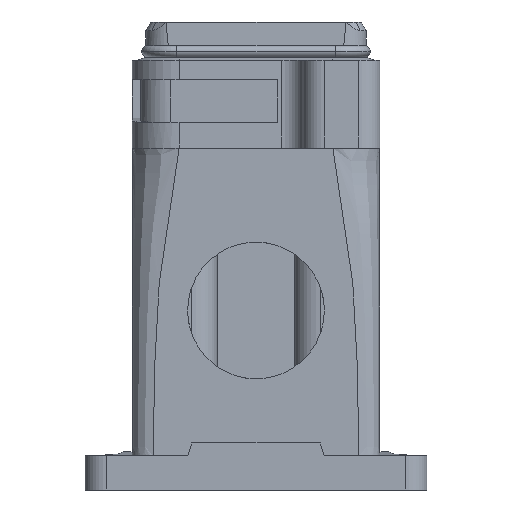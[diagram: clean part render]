
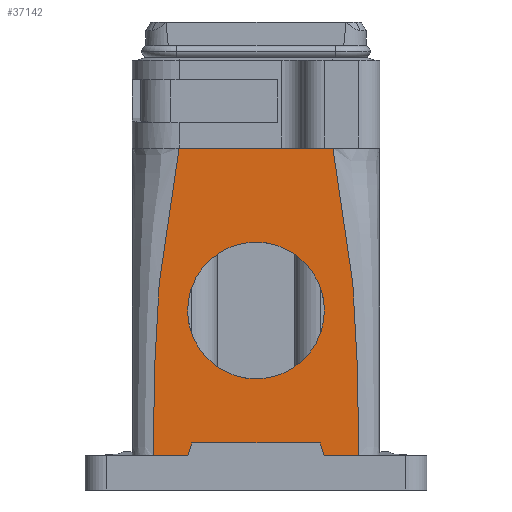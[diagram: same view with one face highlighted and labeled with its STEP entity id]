
A CAD part, front view. The second image highlights one B-rep face of the part: STEP entity #37142.
In plain terms, the highlighted planar face has unit normal (0, -1, 0).
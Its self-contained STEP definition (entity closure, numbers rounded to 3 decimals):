
#37111=AXIS2_PLACEMENT_3D('Plane Axis2P3D',#37108,#37109,#37110) ;
#37126=AXIS2_PLACEMENT_3D('Circle Axis2P3D',#37124,#37125,$) ;
#37135=AXIS2_PLACEMENT_3D('Circle Axis2P3D',#37133,#37134,$) ;
#34138=CARTESIAN_POINT('Vertex',(22.,29.499,80.)) ;
#34300=CARTESIAN_POINT('Vertex',(46.,29.499,80.)) ;
#35537=CARTESIAN_POINT('Vertex',(16.,29.5,8.)) ;
#35541=CARTESIAN_POINT('Control Point',(22.,29.5,80.)) ;
#35542=CARTESIAN_POINT('Control Point',(22.,29.5,79.692)) ;
#35543=CARTESIAN_POINT('Control Point',(22.,29.5,79.387)) ;
#35544=CARTESIAN_POINT('Control Point',(21.999,29.5,79.098)) ;
#35545=CARTESIAN_POINT('Control Point',(21.993,29.5,78.474)) ;
#35546=CARTESIAN_POINT('Control Point',(21.978,29.5,77.849)) ;
#35547=CARTESIAN_POINT('Control Point',(21.967,29.5,77.532)) ;
#35548=CARTESIAN_POINT('Control Point',(21.9,29.5,76.111)) ;
#35549=CARTESIAN_POINT('Control Point',(21.752,29.5,74.694)) ;
#35550=CARTESIAN_POINT('Control Point',(21.578,29.5,73.597)) ;
#35551=CARTESIAN_POINT('Control Point',(21.17,29.5,71.575)) ;
#35552=CARTESIAN_POINT('Control Point',(20.67,29.5,69.567)) ;
#35553=CARTESIAN_POINT('Control Point',(20.431,29.5,68.644)) ;
#35554=CARTESIAN_POINT('Control Point',(19.976,29.5,66.856)) ;
#35555=CARTESIAN_POINT('Control Point',(19.567,29.5,65.061)) ;
#35556=CARTESIAN_POINT('Control Point',(19.386,29.5,64.191)) ;
#35557=CARTESIAN_POINT('Control Point',(19.126,29.5,62.781)) ;
#35558=CARTESIAN_POINT('Control Point',(18.895,29.5,61.369)) ;
#35559=CARTESIAN_POINT('Control Point',(18.816,29.5,60.875)) ;
#35560=CARTESIAN_POINT('Control Point',(18.652,29.5,59.807)) ;
#35561=CARTESIAN_POINT('Control Point',(18.499,29.5,58.737)) ;
#35562=CARTESIAN_POINT('Control Point',(18.426,29.5,58.206)) ;
#35563=CARTESIAN_POINT('Control Point',(17.469,29.5,51.049)) ;
#35564=CARTESIAN_POINT('Control Point',(16.927,29.5,43.855)) ;
#35565=CARTESIAN_POINT('Control Point',(16.528,29.5,37.157)) ;
#35566=CARTESIAN_POINT('Control Point',(16.152,29.5,27.47)) ;
#35567=CARTESIAN_POINT('Control Point',(16.022,29.5,17.78)) ;
#35568=CARTESIAN_POINT('Control Point',(16.003,29.5,14.755)) ;
#35569=CARTESIAN_POINT('Control Point',(16.,29.5,11.607)) ;
#35570=CARTESIAN_POINT('Control Point',(16.,29.5,8.458)) ;
#35571=CARTESIAN_POINT('Control Point',(16.,29.5,8.322)) ;
#35572=CARTESIAN_POINT('Control Point',(16.,29.5,8.17)) ;
#35573=CARTESIAN_POINT('Control Point',(16.,29.5,8.)) ;
#35587=CARTESIAN_POINT('Vertex',(24.063,29.5,8.)) ;
#35590=CARTESIAN_POINT('Line Origine',(20.031,29.5,8.)) ;
#35612=CARTESIAN_POINT('Line Origine',(24.531,29.5,9.5)) ;
#35616=CARTESIAN_POINT('Vertex',(25.,29.5,11.)) ;
#35631=CARTESIAN_POINT('Line Origine',(40.,29.5,11.)) ;
#35635=CARTESIAN_POINT('Vertex',(55.,29.5,11.)) ;
#35654=CARTESIAN_POINT('Vertex',(55.938,29.5,8.)) ;
#35657=CARTESIAN_POINT('Line Origine',(55.469,29.5,9.5)) ;
#35682=CARTESIAN_POINT('Vertex',(64.,29.5,8.)) ;
#35685=CARTESIAN_POINT('Line Origine',(59.969,29.5,8.)) ;
#36141=CARTESIAN_POINT('Control Point',(58.,29.5,80.)) ;
#36142=CARTESIAN_POINT('Control Point',(58.,29.5,79.692)) ;
#36143=CARTESIAN_POINT('Control Point',(58.,29.5,79.387)) ;
#36144=CARTESIAN_POINT('Control Point',(58.001,29.5,79.098)) ;
#36145=CARTESIAN_POINT('Control Point',(58.007,29.5,78.474)) ;
#36146=CARTESIAN_POINT('Control Point',(58.022,29.5,77.849)) ;
#36147=CARTESIAN_POINT('Control Point',(58.033,29.5,77.532)) ;
#36148=CARTESIAN_POINT('Control Point',(58.1,29.5,76.111)) ;
#36149=CARTESIAN_POINT('Control Point',(58.248,29.5,74.694)) ;
#36150=CARTESIAN_POINT('Control Point',(58.422,29.5,73.597)) ;
#36151=CARTESIAN_POINT('Control Point',(58.83,29.5,71.575)) ;
#36152=CARTESIAN_POINT('Control Point',(59.33,29.5,69.567)) ;
#36153=CARTESIAN_POINT('Control Point',(59.569,29.5,68.644)) ;
#36154=CARTESIAN_POINT('Control Point',(60.024,29.5,66.856)) ;
#36155=CARTESIAN_POINT('Control Point',(60.433,29.5,65.061)) ;
#36156=CARTESIAN_POINT('Control Point',(60.614,29.5,64.191)) ;
#36157=CARTESIAN_POINT('Control Point',(60.874,29.5,62.781)) ;
#36158=CARTESIAN_POINT('Control Point',(61.105,29.5,61.369)) ;
#36159=CARTESIAN_POINT('Control Point',(61.184,29.5,60.875)) ;
#36160=CARTESIAN_POINT('Control Point',(61.348,29.5,59.807)) ;
#36161=CARTESIAN_POINT('Control Point',(61.501,29.5,58.737)) ;
#36162=CARTESIAN_POINT('Control Point',(61.574,29.5,58.206)) ;
#36163=CARTESIAN_POINT('Control Point',(62.531,29.5,51.049)) ;
#36164=CARTESIAN_POINT('Control Point',(63.073,29.5,43.855)) ;
#36165=CARTESIAN_POINT('Control Point',(63.472,29.5,37.157)) ;
#36166=CARTESIAN_POINT('Control Point',(63.848,29.5,27.47)) ;
#36167=CARTESIAN_POINT('Control Point',(63.978,29.5,17.78)) ;
#36168=CARTESIAN_POINT('Control Point',(63.997,29.5,14.755)) ;
#36169=CARTESIAN_POINT('Control Point',(64.,29.5,11.607)) ;
#36170=CARTESIAN_POINT('Control Point',(64.,29.5,8.458)) ;
#36171=CARTESIAN_POINT('Control Point',(64.,29.5,8.322)) ;
#36172=CARTESIAN_POINT('Control Point',(64.,29.5,8.17)) ;
#36173=CARTESIAN_POINT('Control Point',(64.,29.5,8.)) ;
#36174=CARTESIAN_POINT('Vertex',(58.,29.5,80.)) ;
#36193=CARTESIAN_POINT('Line Origine',(52.,29.5,80.)) ;
#36215=CARTESIAN_POINT('Line Origine',(34.,29.499,80.)) ;
#37108=CARTESIAN_POINT('Axis2P3D Location',(69.,29.5,8.)) ;
#37124=CARTESIAN_POINT('Axis2P3D Location',(40.,29.5,42.)) ;
#37128=CARTESIAN_POINT('Vertex',(25.959,29.5,49.671)) ;
#37130=CARTESIAN_POINT('Vertex',(54.041,29.5,34.329)) ;
#37133=CARTESIAN_POINT('Axis2P3D Location',(40.,29.5,42.)) ;
#35591=DIRECTION('Vector Direction',(-1.,0.,0.)) ;
#35613=DIRECTION('Vector Direction',(0.298,0.,0.954)) ;
#35632=DIRECTION('Vector Direction',(1.,0.,0.)) ;
#35658=DIRECTION('Vector Direction',(-0.298,0.,0.954)) ;
#35686=DIRECTION('Vector Direction',(-1.,0.,0.)) ;
#36194=DIRECTION('Vector Direction',(-1.,0.,0.)) ;
#36216=DIRECTION('Vector Direction',(1.,0.,0.)) ;
#37109=DIRECTION('Axis2P3D Direction',(0.,1.,0.)) ;
#37110=DIRECTION('Axis2P3D XDirection',(-1.,0.,0.)) ;
#37125=DIRECTION('Axis2P3D Direction',(0.,1.,0.)) ;
#37134=DIRECTION('Axis2P3D Direction',(0.,1.,0.)) ;
#35592=VECTOR('Line Direction',#35591,1.) ;
#35614=VECTOR('Line Direction',#35613,1.) ;
#35633=VECTOR('Line Direction',#35632,1.) ;
#35659=VECTOR('Line Direction',#35658,1.) ;
#35687=VECTOR('Line Direction',#35686,1.) ;
#36195=VECTOR('Line Direction',#36194,1.) ;
#36217=VECTOR('Line Direction',#36216,1.) ;
#37114=ORIENTED_EDGE('',*,*,#35574,.F.) ;
#37115=ORIENTED_EDGE('',*,*,#35594,.T.) ;
#37116=ORIENTED_EDGE('',*,*,#35618,.T.) ;
#37117=ORIENTED_EDGE('',*,*,#35637,.T.) ;
#37118=ORIENTED_EDGE('',*,*,#35661,.F.) ;
#37119=ORIENTED_EDGE('',*,*,#35689,.T.) ;
#37120=ORIENTED_EDGE('',*,*,#36176,.T.) ;
#37121=ORIENTED_EDGE('',*,*,#36197,.F.) ;
#37122=ORIENTED_EDGE('',*,*,#36219,.F.) ;
#37139=ORIENTED_EDGE('',*,*,#37132,.T.) ;
#37140=ORIENTED_EDGE('',*,*,#37137,.T.) ;
#37141=FACE_BOUND('',#37138,.T.) ;
#37142=ADVANCED_FACE('Housing',(#37123,#37141),#37112,.F.) ;
#35540=B_SPLINE_CURVE_WITH_KNOTS('',5,(#35541,#35542,#35543,#35544,#35545,#35546,#35547,#35548,#35549,#35550,#35551,#35552,#35553,#35554,#35555,#35556,#35557,#35558,#35559,#35560,#35561,#35562,#35563,#35564,#35565,#35566,#35567,#35568,#35569,#35570,#35571,#35572,#35573),.UNSPECIFIED.,.F.,.U.,(6,3,3,3,3,3,3,3,3,3,6),(24.942,27.609,30.353,39.921,48.093,55.732,60.435,65.06,122.789,148.983,150.058),.UNSPECIFIED.) ;
#36140=B_SPLINE_CURVE_WITH_KNOTS('',5,(#36141,#36142,#36143,#36144,#36145,#36146,#36147,#36148,#36149,#36150,#36151,#36152,#36153,#36154,#36155,#36156,#36157,#36158,#36159,#36160,#36161,#36162,#36163,#36164,#36165,#36166,#36167,#36168,#36169,#36170,#36171,#36172,#36173),.UNSPECIFIED.,.F.,.U.,(6,3,3,3,3,3,3,3,3,3,6),(24.942,27.609,30.353,39.921,48.093,55.732,60.435,65.06,122.789,148.983,150.058),.UNSPECIFIED.) ;
#37127=CIRCLE('generated circle',#37126,16.) ;
#37136=CIRCLE('generated circle',#37135,16.) ;
#35574=EDGE_CURVE('',#35538,#34139,#35540,.F.) ;
#35594=EDGE_CURVE('',#35538,#35588,#35593,.F.) ;
#35618=EDGE_CURVE('',#35588,#35617,#35615,.T.) ;
#35637=EDGE_CURVE('',#35617,#35636,#35634,.T.) ;
#35661=EDGE_CURVE('',#35655,#35636,#35660,.T.) ;
#35689=EDGE_CURVE('',#35655,#35683,#35688,.F.) ;
#36176=EDGE_CURVE('',#35683,#36175,#36140,.F.) ;
#36197=EDGE_CURVE('',#34301,#36175,#36196,.F.) ;
#36219=EDGE_CURVE('',#34139,#34301,#36218,.T.) ;
#37132=EDGE_CURVE('',#37129,#37131,#37127,.T.) ;
#37137=EDGE_CURVE('',#37131,#37129,#37136,.T.) ;
#37113=EDGE_LOOP('',(#37114,#37115,#37116,#37117,#37118,#37119,#37120,#37121,#37122)) ;
#37138=EDGE_LOOP('',(#37139,#37140)) ;
#37123=FACE_OUTER_BOUND('',#37113,.T.) ;
#35593=LINE('Line',#35590,#35592) ;
#35615=LINE('Line',#35612,#35614) ;
#35634=LINE('Line',#35631,#35633) ;
#35660=LINE('Line',#35657,#35659) ;
#35688=LINE('Line',#35685,#35687) ;
#36196=LINE('Line',#36193,#36195) ;
#36218=LINE('Line',#36215,#36217) ;
#37112=PLANE('',#37111) ;
#34139=VERTEX_POINT('',#34138) ;
#34301=VERTEX_POINT('',#34300) ;
#35538=VERTEX_POINT('',#35537) ;
#35588=VERTEX_POINT('',#35587) ;
#35617=VERTEX_POINT('',#35616) ;
#35636=VERTEX_POINT('',#35635) ;
#35655=VERTEX_POINT('',#35654) ;
#35683=VERTEX_POINT('',#35682) ;
#36175=VERTEX_POINT('',#36174) ;
#37129=VERTEX_POINT('',#37128) ;
#37131=VERTEX_POINT('',#37130) ;
